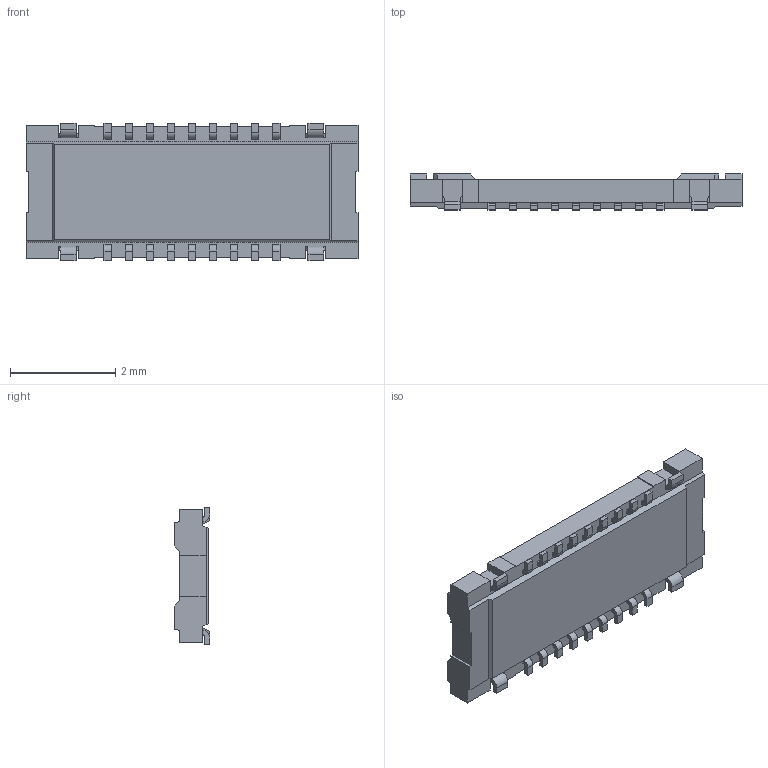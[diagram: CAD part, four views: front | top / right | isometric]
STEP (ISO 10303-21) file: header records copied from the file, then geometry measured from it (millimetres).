
FILE_DESCRIPTION((''),'2;1');
FILE_NAME('5035481822','2018-10-03T',('gga'),(''),'PRO/ENGINEER BY PARAMETRIC TECHNOLOGY CORPORATION, 2016010','PRO/ENGINEER BY PARAMETRIC TECHNOLOGY CORPORATION, 2016010','');
FILE_SCHEMA(('CONFIG_CONTROL_DESIGN'));
Length unit declared in the file: millimetre
Products named in the file (1): 5035481822
Bounding box: 6.3 x 0.68 x 2.6 mm (x, y, z)
Volume: 6.3 mm3; surface area: 56.8 mm2
Topology: 1 solids, 1 shells, 594 faces, 1684 edges, 1148 vertices
Faces by surface type: plane 448, cylinder 146
Entity records: 19097 total; most frequent: CARTESIAN_POINT 3359, DIRECTION 3194, ORIENTED_EDGE 3192, EDGE_CURVE 1596, VECTOR 1356, LINE 1356, VERTEX_POINT 1060, AXIS2_PLACEMENT_3D 919
